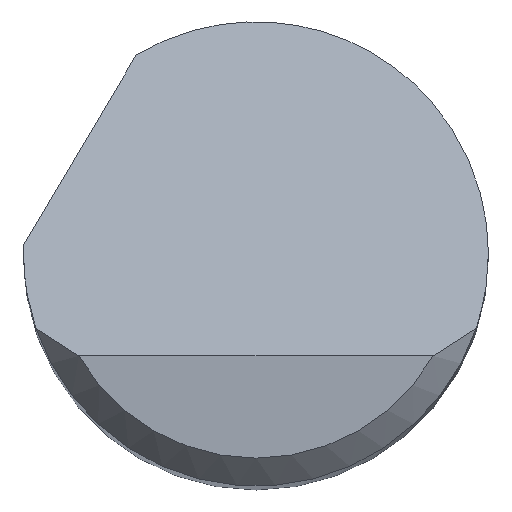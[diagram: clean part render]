
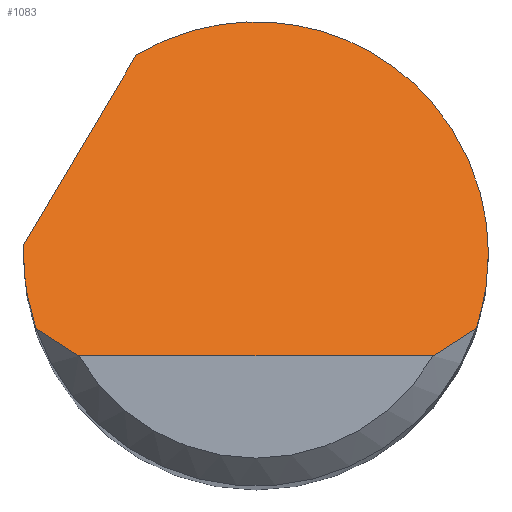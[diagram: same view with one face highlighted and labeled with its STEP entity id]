
A CAD part, top view. The second image highlights one B-rep face of the part: STEP entity #1083.
In plain terms, the highlighted planar face has unit normal (0, 0.707, 0.707).
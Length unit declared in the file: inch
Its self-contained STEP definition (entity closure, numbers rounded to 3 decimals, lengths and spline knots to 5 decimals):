
#8 = CARTESIAN_POINT ( 'NONE',  ( -0.11843, -0.04, 2.485 ) ) ;
#23 = EDGE_CURVE ( 'NONE', #887, #41, #1220, .T. ) ;
#30 = CARTESIAN_POINT ( 'NONE',  ( 0.125, 0., 2.445 ) ) ;
#41 = VERTEX_POINT ( 'NONE', #338 ) ;
#50 = CARTESIAN_POINT ( 'NONE',  ( -0.125, 0., 2.445 ) ) ;
#110 = ORIENTED_EDGE ( 'NONE', *, *, #665, .F. ) ;
#120 = EDGE_CURVE ( 'NONE', #596, #1181, #802, .T. ) ;
#142 = CARTESIAN_POINT ( 'NONE',  ( -0.06437, 0.10715, 2.33785 ) ) ;
#143 = EDGE_CURVE ( 'NONE', #572, #1004, #722, .T. ) ;
#145 = PLANE ( 'NONE',  #1043 ) ;
#150 = CARTESIAN_POINT ( 'NONE',  ( 0.125, 0.10961, 2.33539 ) ) ;
#153 = CARTESIAN_POINT ( 'NONE',  ( -0.1249, 0.005, 2.44 ) ) ;
#159 = CARTESIAN_POINT ( 'NONE',  ( -0.125, -0.055, 2.5 ) ) ;
#231 = CARTESIAN_POINT ( 'NONE',  ( -0.09526, -0.055, 2.5 ) ) ;
#238 = CARTESIAN_POINT ( 'NONE',  ( 0., -0.055, 2.5 ) ) ;
#251 = DIRECTION ( 'NONE',  ( 0., 0.707, -0.707 ) ) ;
#268 = B_SPLINE_CURVE_WITH_KNOTS ( 'NONE', 3,
 ( #1020, #350, #433, #448 ),
 .UNSPECIFIED., .F., .F.,
 ( 4, 4 ),
 ( 0., 0.0008 ),
 .UNSPECIFIED. ) ;
#332 = CARTESIAN_POINT ( 'NONE',  ( -0.15516, -0.04606, 2.49106 ) ) ;
#338 = CARTESIAN_POINT ( 'NONE',  ( 0.09526, -0.055, 2.5 ) ) ;
#348 = CARTESIAN_POINT ( 'NONE',  ( -0.125, 0., 2.445 ) ) ;
#350 = CARTESIAN_POINT ( 'NONE',  ( 0.10339, -0.05031, 2.49531 ) ) ;
#359 = CARTESIAN_POINT ( 'NONE',  ( 0.125, 0., 2.445 ) ) ;
#380 = CARTESIAN_POINT ( 'NONE',  ( -0.1249, 0.005, 2.44 ) ) ;
#383 = ORIENTED_EDGE ( 'NONE', *, *, #120, .F. ) ;
#407 = CARTESIAN_POINT ( 'NONE',  ( -0.11107, -0.04528, 2.49028 ) ) ;
#433 = CARTESIAN_POINT ( 'NONE',  ( 0.11107, -0.04528, 2.49028 ) ) ;
#444 = VECTOR ( 'NONE', #543, 39.37008 ) ;
#448 = CARTESIAN_POINT ( 'NONE',  ( 0.11843, -0.04, 2.485 ) ) ;
#485 = ORIENTED_EDGE ( 'NONE', *, *, #558, .F. ) ;
#491 = ORIENTED_EDGE ( 'NONE', *, *, #957, .F. ) ;
#518 = B_SPLINE_CURVE_WITH_KNOTS ( 'NONE', 3,
 ( #8, #407, #1192, #231 ),
 .UNSPECIFIED., .F., .F.,
 ( 4, 4 ),
 ( 0., 0.0008 ),
 .UNSPECIFIED. ) ;
#519 = CARTESIAN_POINT ( 'NONE',  ( 0.0296, 0.1636, 2.2814 ) ) ;
#543 = DIRECTION ( 'NONE',  ( 1., 0., 0. ) ) ;
#558 = EDGE_CURVE ( 'NONE', #805, #596, #1208, .T. ) ;
#572 = VERTEX_POINT ( 'NONE', #1012 ) ;
#596 = VERTEX_POINT ( 'NONE', #348 ) ;
#665 = EDGE_CURVE ( 'NONE', #750, #572, #988, .T. ) ;
#716 = ORIENTED_EDGE ( 'NONE', *, *, #931, .T. ) ;
#722 =( BOUNDED_CURVE ( )  B_SPLINE_CURVE ( 3, ( #359, #829, #748, #1015 ),
 .UNSPECIFIED., .F., .T. ) 
 B_SPLINE_CURVE_WITH_KNOTS ( ( 4, 4 ),
 ( 1.5708, 1.89653 ),
 .UNSPECIFIED. ) 
 CURVE ( )  GEOMETRIC_REPRESENTATION_ITEM ( )  RATIONAL_B_SPLINE_CURVE ( ( 1., 0.991, 0.991, 1. ) ) 
 REPRESENTATION_ITEM ( '' )  );
#747 = LINE ( 'NONE', #332, #963 ) ;
#748 = CARTESIAN_POINT ( 'NONE',  ( 0.12279, -0.02708, 2.47208 ) ) ;
#750 = VERTEX_POINT ( 'NONE', #860 ) ;
#802 =( BOUNDED_CURVE ( )  B_SPLINE_CURVE ( 3, ( #1041, #1213, #1228, #153 ),
 .UNSPECIFIED., .F., .T. ) 
 B_SPLINE_CURVE_WITH_KNOTS ( ( 4, 4 ),
 ( 4.71239, 4.7524 ),
 .UNSPECIFIED. ) 
 CURVE ( )  GEOMETRIC_REPRESENTATION_ITEM ( )  RATIONAL_B_SPLINE_CURVE ( ( 1., 1., 1., 1. ) ) 
 REPRESENTATION_ITEM ( '' )  );
#805 = VERTEX_POINT ( 'NONE', #1082 ) ;
#829 = CARTESIAN_POINT ( 'NONE',  ( 0.125, -0.01363, 2.45863 ) ) ;
#831 = ORIENTED_EDGE ( 'NONE', *, *, #23, .T. ) ;
#844 = EDGE_LOOP ( 'NONE', ( #831, #1121, #1230, #110, #491, #383, #485, #716 ) ) ;
#860 = CARTESIAN_POINT ( 'NONE',  ( -0.06437, 0.10715, 2.33785 ) ) ;
#887 = VERTEX_POINT ( 'NONE', #901 ) ;
#901 = CARTESIAN_POINT ( 'NONE',  ( -0.09526, -0.055, 2.5 ) ) ;
#931 = EDGE_CURVE ( 'NONE', #805, #887, #518, .T. ) ;
#934 = CARTESIAN_POINT ( 'NONE',  ( -0.125, -0.01363, 2.45863 ) ) ;
#957 = EDGE_CURVE ( 'NONE', #1181, #750, #747, .T. ) ;
#963 = VECTOR ( 'NONE', #1034, 39.37008 ) ;
#988 =( BOUNDED_CURVE ( )  B_SPLINE_CURVE ( 3, ( #142, #519, #150, #30 ),
 .UNSPECIFIED., .F., .F. ) 
 B_SPLINE_CURVE_WITH_KNOTS ( ( 4, 4 ),
 ( 5.74227, 7.85398 ),
 .UNSPECIFIED. ) 
 CURVE ( )  GEOMETRIC_REPRESENTATION_ITEM ( )  RATIONAL_B_SPLINE_CURVE ( ( 1., 0.662, 0.662, 1. ) ) 
 REPRESENTATION_ITEM ( '' )  );
#997 = EDGE_CURVE ( 'NONE', #41, #1004, #268, .T. ) ;
#1004 = VERTEX_POINT ( 'NONE', #1239 ) ;
#1012 = CARTESIAN_POINT ( 'NONE',  ( 0.125, 0., 2.445 ) ) ;
#1015 = CARTESIAN_POINT ( 'NONE',  ( 0.11843, -0.04, 2.485 ) ) ;
#1020 = CARTESIAN_POINT ( 'NONE',  ( 0.09526, -0.055, 2.5 ) ) ;
#1028 = FACE_OUTER_BOUND ( 'NONE', #844, .T. ) ;
#1034 = DIRECTION ( 'NONE',  ( 0.386, 0.652, -0.652 ) ) ;
#1041 = CARTESIAN_POINT ( 'NONE',  ( -0.125, 0., 2.445 ) ) ;
#1043 = AXIS2_PLACEMENT_3D ( 'NONE', #159, #1132, #251 ) ;
#1082 = CARTESIAN_POINT ( 'NONE',  ( -0.11843, -0.04, 2.485 ) ) ;
#1083 = ADVANCED_FACE ( 'NONE', ( #1028 ), #145, .F. ) ;
#1121 = ORIENTED_EDGE ( 'NONE', *, *, #997, .T. ) ;
#1130 = CARTESIAN_POINT ( 'NONE',  ( -0.12279, -0.02708, 2.47208 ) ) ;
#1132 = DIRECTION ( 'NONE',  ( 0., -0.707, -0.707 ) ) ;
#1136 = CARTESIAN_POINT ( 'NONE',  ( -0.11843, -0.04, 2.485 ) ) ;
#1181 = VERTEX_POINT ( 'NONE', #380 ) ;
#1192 = CARTESIAN_POINT ( 'NONE',  ( -0.10339, -0.05031, 2.49531 ) ) ;
#1208 =( BOUNDED_CURVE ( )  B_SPLINE_CURVE ( 3, ( #1136, #1130, #934, #50 ),
 .UNSPECIFIED., .F., .T. ) 
 B_SPLINE_CURVE_WITH_KNOTS ( ( 4, 4 ),
 ( 4.38666, 4.71239 ),
 .UNSPECIFIED. ) 
 CURVE ( )  GEOMETRIC_REPRESENTATION_ITEM ( )  RATIONAL_B_SPLINE_CURVE ( ( 1., 0.991, 0.991, 1. ) ) 
 REPRESENTATION_ITEM ( '' )  );
#1213 = CARTESIAN_POINT ( 'NONE',  ( -0.125, 0.00167, 2.44333 ) ) ;
#1220 = LINE ( 'NONE', #238, #444 ) ;
#1228 = CARTESIAN_POINT ( 'NONE',  ( -0.12497, 0.00333, 2.44167 ) ) ;
#1230 = ORIENTED_EDGE ( 'NONE', *, *, #143, .F. ) ;
#1239 = CARTESIAN_POINT ( 'NONE',  ( 0.11843, -0.04, 2.485 ) ) ;
